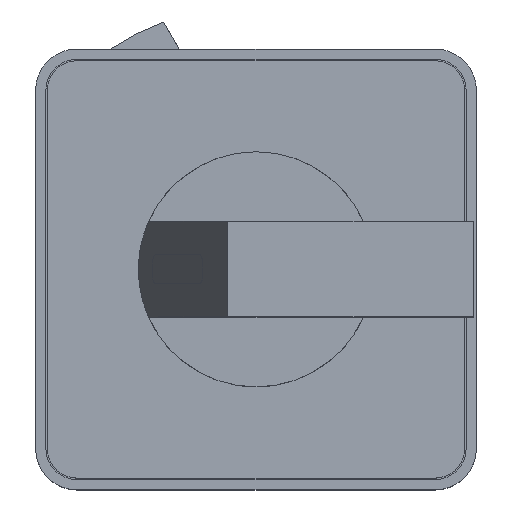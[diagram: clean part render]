
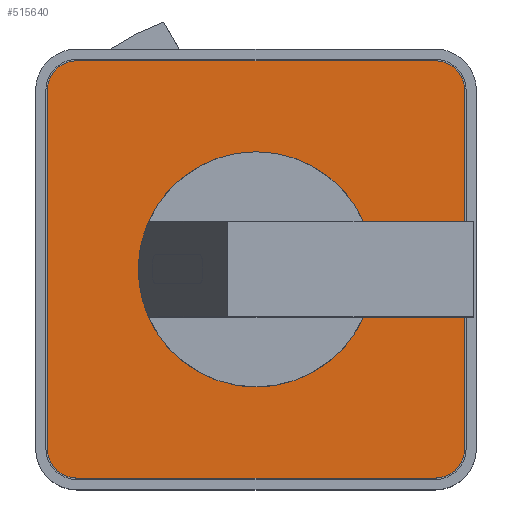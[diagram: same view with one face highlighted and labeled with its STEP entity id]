
A CAD part, top view. The second image highlights one B-rep face of the part: STEP entity #515640.
In plain terms, the highlighted planar face has unit normal (0, 0, 1).
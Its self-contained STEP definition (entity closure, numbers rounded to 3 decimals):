
#427110=CARTESIAN_POINT('',(-12.2,12.2,49.9));
#427120=DIRECTION('',(0.,0.,1.));
#427130=DIRECTION('',(1.,0.,0.));
#427140=AXIS2_PLACEMENT_3D('',#427110,#427120,#427130);
#427150=CIRCLE('',#427140,2.);
#427160=CARTESIAN_POINT('',(-12.2,14.2,49.9));
#427170=VERTEX_POINT('',#427160);
#427180=CARTESIAN_POINT('',(-14.2,12.2,49.9));
#427190=VERTEX_POINT('',#427180);
#427200=EDGE_CURVE('',#427170,#427190,#427150,.T.);
#510500=CARTESIAN_POINT('',(-12.2,-12.2,49.9));
#510510=DIRECTION('',(0.,0.,1.));
#510520=DIRECTION('',(1.,0.,0.));
#510530=AXIS2_PLACEMENT_3D('',#510500,#510510,#510520);
#510540=CIRCLE('',#510530,2.);
#510550=CARTESIAN_POINT('',(-14.2,-12.2,49.9));
#510560=VERTEX_POINT('',#510550);
#510570=CARTESIAN_POINT('',(-12.2,-14.2,49.9));
#510580=VERTEX_POINT('',#510570);
#510590=EDGE_CURVE('',#510560,#510580,#510540,.T.);
#513530=CARTESIAN_POINT('',(14.2,-12.2,49.9));
#513540=VERTEX_POINT('',#513530);
#513570=CARTESIAN_POINT('',(14.2,0.,49.9));
#513580=DIRECTION('',(0.,1.,0.));
#513590=VECTOR('',#513580,1.);
#513600=LINE('',#513570,#513590);
#513610=CARTESIAN_POINT('',(14.2,12.2,49.9));
#513620=VERTEX_POINT('',#513610);
#513630=EDGE_CURVE('',#513540,#513620,#513600,.T.);
#514270=CARTESIAN_POINT('',(12.2,14.2,49.9));
#514280=VERTEX_POINT('',#514270);
#514310=CARTESIAN_POINT('',(0.,14.2,49.9));
#514320=DIRECTION('',(-1.,0.,0.));
#514330=VECTOR('',#514320,1.);
#514340=LINE('',#514310,#514330);
#514350=EDGE_CURVE('',#514280,#427170,#514340,.T.);
#514550=CARTESIAN_POINT('',(12.2,12.2,49.9));
#514560=DIRECTION('',(0.,0.,-1.));
#514570=DIRECTION('',(-1.,0.,0.));
#514580=AXIS2_PLACEMENT_3D('',#514550,#514560,#514570);
#514590=CIRCLE('',#514580,2.);
#514600=EDGE_CURVE('',#514280,#513620,#514590,.T.);
#514780=CARTESIAN_POINT('',(12.2,-12.2,49.9));
#514790=DIRECTION('',(0.,0.,1.));
#514800=DIRECTION('',(1.,0.,0.));
#514810=AXIS2_PLACEMENT_3D('',#514780,#514790,#514800);
#514820=CIRCLE('',#514810,2.);
#514830=CARTESIAN_POINT('',(12.2,-14.2,49.9));
#514840=VERTEX_POINT('',#514830);
#514850=EDGE_CURVE('',#514840,#513540,#514820,.T.);
#515120=CARTESIAN_POINT('',(0.,-14.2,49.9));
#515130=DIRECTION('',(1.,0.,0.));
#515140=VECTOR('',#515130,1.);
#515150=LINE('',#515120,#515140);
#515160=EDGE_CURVE('',#510580,#514840,#515150,.T.);
#515290=CARTESIAN_POINT('',(0.,0.,49.9));
#515300=DIRECTION('',(0.,0.,1.));
#515310=DIRECTION('',(1.,0.,0.));
#515320=AXIS2_PLACEMENT_3D('',#515290,#515300,#515310);
#515330=PLANE('',#515320);
#515340=CARTESIAN_POINT('',(0.,0.,49.9));
#515350=DIRECTION('',(0.,0.,1.));
#515360=DIRECTION('',(1.,0.,0.));
#515370=AXIS2_PLACEMENT_3D('',#515340,#515350,#515360);
#515380=CIRCLE('',#515370,8.);
#515390=CARTESIAN_POINT('',(8.,0.,49.9));
#515400=VERTEX_POINT('',#515390);
#515410=CARTESIAN_POINT('',(-8.,0.,49.9));
#515420=VERTEX_POINT('',#515410);
#515430=EDGE_CURVE('',#515400,#515420,#515380,.T.);
#515440=ORIENTED_EDGE('',*,*,#515430,.F.);
#515450=EDGE_CURVE('',#515420,#515400,#515380,.T.);
#515460=ORIENTED_EDGE('',*,*,#515450,.F.);
#515470=EDGE_LOOP('',(#515460,#515440));
#515480=FACE_BOUND('',#515470,.T.);
#515490=ORIENTED_EDGE('',*,*,#514600,.F.);
#515500=ORIENTED_EDGE('',*,*,#513630,.T.);
#515510=ORIENTED_EDGE('',*,*,#514850,.T.);
#515520=ORIENTED_EDGE('',*,*,#515160,.T.);
#515530=ORIENTED_EDGE('',*,*,#510590,.T.);
#515540=CARTESIAN_POINT('',(-14.2,0.,49.9));
#515550=DIRECTION('',(0.,-1.,0.));
#515560=VECTOR('',#515550,1.);
#515570=LINE('',#515540,#515560);
#515580=EDGE_CURVE('',#427190,#510560,#515570,.T.);
#515590=ORIENTED_EDGE('',*,*,#515580,.T.);
#515600=ORIENTED_EDGE('',*,*,#427200,.T.);
#515610=ORIENTED_EDGE('',*,*,#514350,.T.);
#515620=EDGE_LOOP('',(#515610,#515600,#515590,#515530,#515520,#515510,
#515500,#515490));
#515630=FACE_OUTER_BOUND('',#515620,.T.);
#515640=ADVANCED_FACE('',(#515480,#515630),#515330,.T.);
